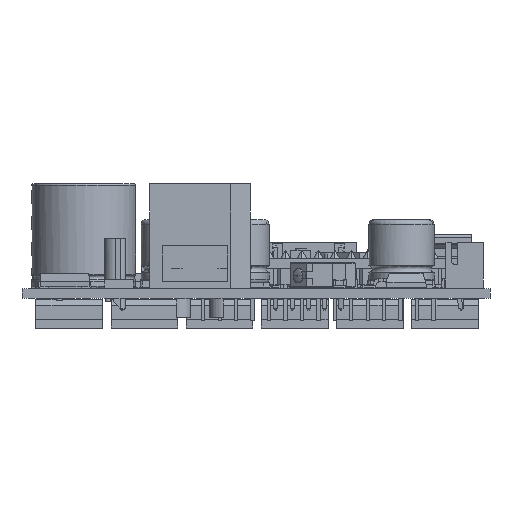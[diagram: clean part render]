
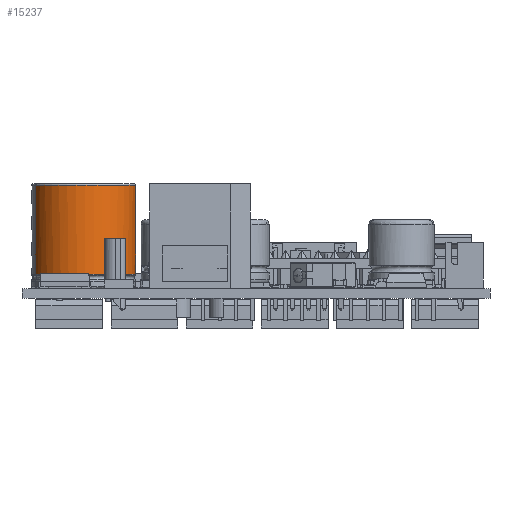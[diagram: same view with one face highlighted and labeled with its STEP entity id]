
A CAD part, front view. The second image highlights one B-rep face of the part: STEP entity #15237.
In plain terms, the highlighted cylindrical face has radius 8 mm (diameter 16 mm), a partial arc.
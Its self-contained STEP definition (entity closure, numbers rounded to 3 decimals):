
#14876 = VERTEX_POINT('',#14877);
#14877 = CARTESIAN_POINT('',(11.141,-3.061,
    2.135));
#14888 = EDGE_CURVE('',#14876,#14889,#14891,.T.);
#14889 = VERTEX_POINT('',#14890);
#14890 = CARTESIAN_POINT('',(11.141,3.061,
    2.135));
#14891 = B_SPLINE_CURVE_WITH_KNOTS('',12,(#14892,#14893,#14894,#14895,
    #14896,#14897,#14898,#14899,#14900,#14901,#14902,#14903,#14904,
    #14905,#14906,#14907,#14908,#14909,#14910,#14911,#14912,#14913,
    #14914,#14915,#14916,#14917,#14918,#14919,#14920,#14921,#14922,
    #14923,#14924,#14925,#14926),.UNSPECIFIED.,.F.,.F.,(13,11,11,13),(
    -1.874,0.,43.982,45.856)
  ,.UNSPECIFIED.);
#14892 = CARTESIAN_POINT('',(11.858,-1.33,
    2.135));
#14893 = CARTESIAN_POINT('',(11.798,-1.475,
    2.135));
#14894 = CARTESIAN_POINT('',(11.738,-1.621,
    2.135));
#14895 = CARTESIAN_POINT('',(11.678,-1.765,
    2.135));
#14896 = CARTESIAN_POINT('',(11.618,-1.91,
    2.135));
#14897 = CARTESIAN_POINT('',(11.558,-2.055,
    2.135));
#14898 = CARTESIAN_POINT('',(11.498,-2.199,
    2.135));
#14899 = CARTESIAN_POINT('',(11.439,-2.343,
    2.135));
#14900 = CARTESIAN_POINT('',(11.379,-2.487,
    2.135));
#14901 = CARTESIAN_POINT('',(11.319,-2.631,
    2.135));
#14902 = CARTESIAN_POINT('',(11.26,-2.775,
    2.135));
#14903 = CARTESIAN_POINT('',(11.2,-2.918,
    2.135));
#14904 = CARTESIAN_POINT('',(9.748,-6.424,
    2.135));
#14905 = CARTESIAN_POINT('',(6.664,-9.147,
    2.135));
#14906 = CARTESIAN_POINT('',(2.213,-10.225,
    2.135));
#14907 = CARTESIAN_POINT('',(-2.561,-8.822,
    2.135));
#14908 = CARTESIAN_POINT('',(-6.115,-5.321,
    2.135));
#14909 = CARTESIAN_POINT('',(-7.896,0.,
    2.135));
#14910 = CARTESIAN_POINT('',(-6.115,5.321,
    2.135));
#14911 = CARTESIAN_POINT('',(-2.561,8.822,
    2.135));
#14912 = CARTESIAN_POINT('',(2.213,10.225,
    2.135));
#14913 = CARTESIAN_POINT('',(6.664,9.147,
    2.135));
#14914 = CARTESIAN_POINT('',(9.748,6.424,
    2.135));
#14915 = CARTESIAN_POINT('',(11.2,2.918,
    2.135));
#14916 = CARTESIAN_POINT('',(11.26,2.775,
    2.135));
#14917 = CARTESIAN_POINT('',(11.319,2.631,
    2.135));
#14918 = CARTESIAN_POINT('',(11.379,2.487,
    2.135));
#14919 = CARTESIAN_POINT('',(11.439,2.343,
    2.135));
#14920 = CARTESIAN_POINT('',(11.498,2.199,
    2.135));
#14921 = CARTESIAN_POINT('',(11.558,2.055,
    2.135));
#14922 = CARTESIAN_POINT('',(11.618,1.91,
    2.135));
#14923 = CARTESIAN_POINT('',(11.678,1.765,
    2.135));
#14924 = CARTESIAN_POINT('',(11.738,1.621,
    2.135));
#14925 = CARTESIAN_POINT('',(11.798,1.475,
    2.135));
#14926 = CARTESIAN_POINT('',(11.858,1.33,
    2.135));
#15237 = ADVANCED_FACE('',(#15238),#15264,.T.);
#15238 = FACE_BOUND('',#15239,.T.);
#15239 = EDGE_LOOP('',(#15240,#15251,#15257,#15258));
#15240 = ORIENTED_EDGE('',*,*,#15241,.T.);
#15241 = EDGE_CURVE('',#15242,#15244,#15246,.T.);
#15242 = VERTEX_POINT('',#15243);
#15243 = CARTESIAN_POINT('',(11.141,-3.061,15.8));
#15244 = VERTEX_POINT('',#15245);
#15245 = CARTESIAN_POINT('',(11.141,3.061,15.8));
#15246 = CIRCLE('',#15247,8.);
#15247 = AXIS2_PLACEMENT_3D('',#15248,#15249,#15250);
#15248 = CARTESIAN_POINT('',(3.75,0.,15.8));
#15249 = DIRECTION('',(0.,-0.,-1.));
#15250 = DIRECTION('',(0.924,-0.383,0.));
#15251 = ORIENTED_EDGE('',*,*,#15252,.F.);
#15252 = EDGE_CURVE('',#14889,#15244,#15253,.T.);
#15253 = LINE('',#15254,#15255);
#15254 = CARTESIAN_POINT('',(11.141,3.061,2.));
#15255 = VECTOR('',#15256,1.);
#15256 = DIRECTION('',(0.,0.,1.));
#15257 = ORIENTED_EDGE('',*,*,#14888,.F.);
#15258 = ORIENTED_EDGE('',*,*,#15259,.T.);
#15259 = EDGE_CURVE('',#14876,#15242,#15260,.T.);
#15260 = LINE('',#15261,#15262);
#15261 = CARTESIAN_POINT('',(11.141,-3.061,2.));
#15262 = VECTOR('',#15263,1.);
#15263 = DIRECTION('',(0.,0.,1.));
#15264 = CYLINDRICAL_SURFACE('',#15265,8.);
#15265 = AXIS2_PLACEMENT_3D('',#15266,#15267,#15268);
#15266 = CARTESIAN_POINT('',(3.75,0.,2.));
#15267 = DIRECTION('',(0.,0.,1.));
#15268 = DIRECTION('',(0.924,-0.383,0.));
